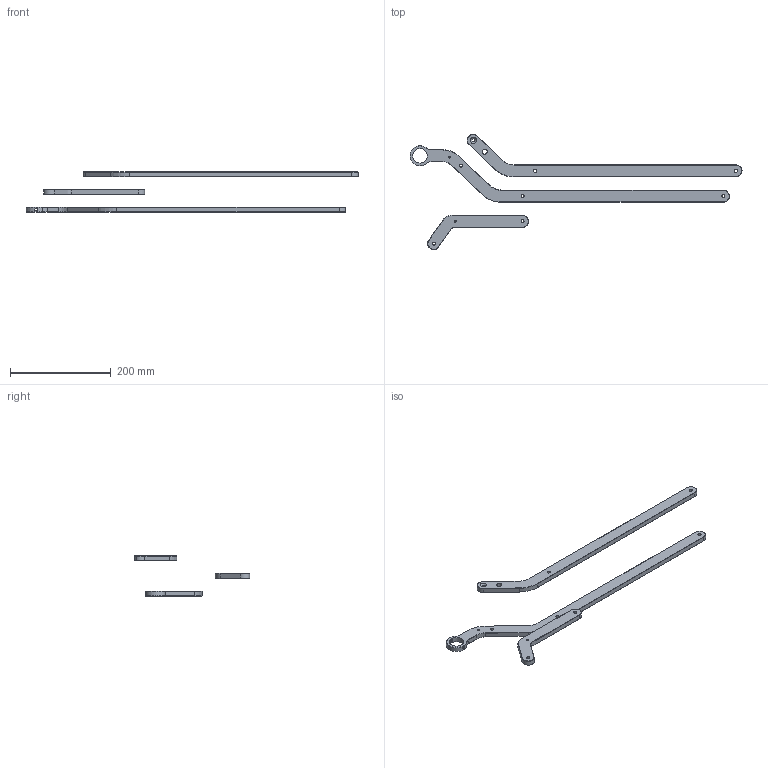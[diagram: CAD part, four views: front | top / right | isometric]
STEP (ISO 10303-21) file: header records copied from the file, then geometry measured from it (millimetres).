
FILE_DESCRIPTION(/* description */ (''),/* implementation_level */ '2;1');
FILE_NAME(/* name */ 'squelette.step',/* time_stamp */ '2023-10-03T17:38:39+02:00',/* author */ (''),/* organization */ (''),/* preprocessor_version */ 'ST-DEVELOPER v20',/* originating_system */ 'Autodesk Translation Framework v12.9.0.99',/* authorisation */ '');
FILE_SCHEMA (('AUTOMOTIVE_DESIGN { 1 0 10303 214 3 1 1 }'));
Length unit declared in the file: millimetre
Products named in the file (1): CONNEXE FAB
Bounding box: 658 x 228.14 x 80 mm (x, y, z)
Volume: 337722.2 mm3; surface area: 99029.7 mm2
Topology: 3 solids, 3 shells, 114 faces, 267 edges, 159 vertices
Faces by surface type: plane 48, cone 35, cylinder 31
Full cylindrical faces by diameter (mm): 4 x2, 5 x2, 6 x6, 6.03 x2, 10 x1, 29 x1
Entity records: 3406 total; most frequent: CARTESIAN_POINT 687, DIRECTION 578, ORIENTED_EDGE 534, EDGE_CURVE 267, AXIS2_PLACEMENT_3D 208, LINE 162, VECTOR 162, VERTEX_POINT 159
